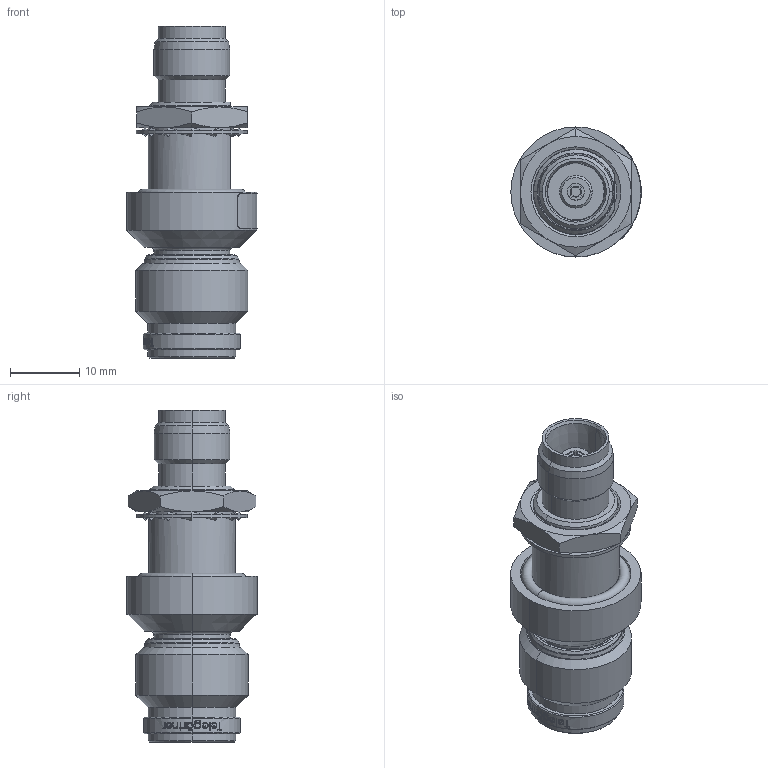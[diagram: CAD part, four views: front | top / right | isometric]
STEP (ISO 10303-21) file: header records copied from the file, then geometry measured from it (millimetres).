
FILE_DESCRIPTION (( 'STEP AP214' ), '1' );
FILE_NAME ('J01017A0004.STEP', '2012-05-16T06:40:08', ( 'markiewicz' ), ( '' ), 'SwSTEP 2.0', 'SolidWorks 2012', '' );
FILE_SCHEMA (( 'AUTOMOTIVE_DESIGN' ));
Length unit declared in the file: millimetre
Products named in the file (1): J01017A0004
Bounding box: 18.84 x 18.8 x 48 mm (x, y, z)
Volume: 7232.6 mm3; surface area: 5073.9 mm2
Topology: 4 solids, 4 shells, 475 faces, 1176 edges, 751 vertices
Faces by surface type: plane 149, bspline 119, cylinder 107, cone 88, torus 12
Entity records: 25283 total; most frequent: CARTESIAN_POINT 9813, ORIENTED_EDGE 2352, DIRECTION 1777, EDGE_CURVE 1176, VERTEX_POINT 751, AXIS2_PLACEMENT_3D 661, EDGE_LOOP 525, FACE_OUTER_BOUND 475
